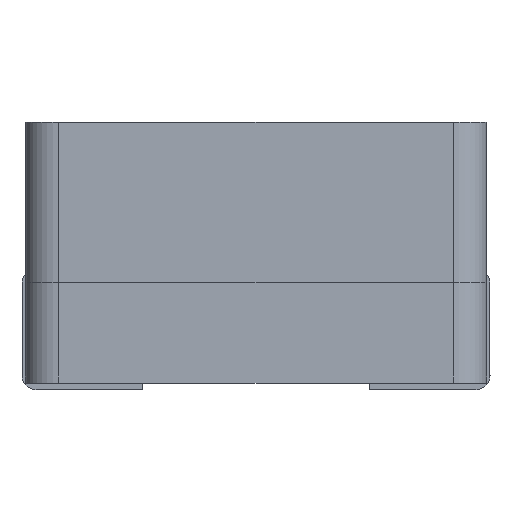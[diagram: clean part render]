
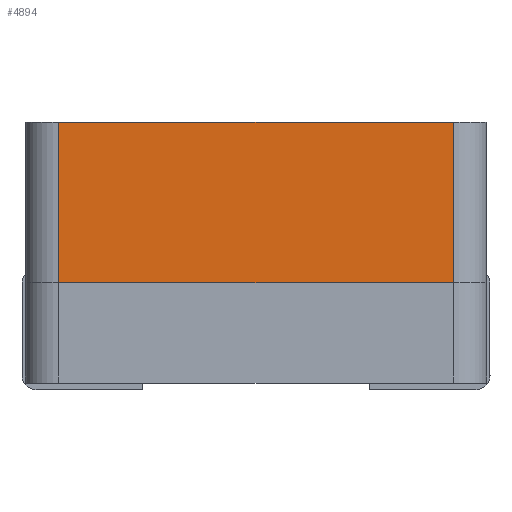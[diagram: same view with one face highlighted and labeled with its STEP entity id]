
A CAD part, front view. The second image highlights one B-rep face of the part: STEP entity #4894.
In plain terms, the highlighted face is planar.
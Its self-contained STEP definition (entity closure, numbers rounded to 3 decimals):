
#1187=ORIENTED_EDGE('',*,*,#2191,.T.);
#1188=ORIENTED_EDGE('',*,*,#2192,.F.);
#1189=ORIENTED_EDGE('',*,*,#2193,.F.);
#1190=ORIENTED_EDGE('',*,*,#2189,.T.);
#2189=EDGE_CURVE('',#2699,#2698,#3242,.T.);
#2191=EDGE_CURVE('',#2698,#2700,#3243,.T.);
#2192=EDGE_CURVE('',#2701,#2700,#3244,.T.);
#2193=EDGE_CURVE('',#2699,#2701,#3245,.T.);
#2698=VERTEX_POINT('',#9305);
#2699=VERTEX_POINT('',#9307);
#2700=VERTEX_POINT('',#9311);
#2701=VERTEX_POINT('',#9313);
#3242=LINE('',#9306,#3802);
#3243=LINE('',#9310,#3803);
#3244=LINE('',#9312,#3804);
#3245=LINE('',#9314,#3805);
#3802=VECTOR('',#6657,1000.);
#3803=VECTOR('',#6662,1000.);
#3804=VECTOR('',#6663,1000.);
#3805=VECTOR('',#6664,1000.);
#4084=EDGE_LOOP('',(#1187,#1188,#1189,#1190));
#4386=FACE_BOUND('',#4084,.T.);
#4640=PLANE('',#5560);
#4894=ADVANCED_FACE('',(#4386),#4640,.F.);
#5560=AXIS2_PLACEMENT_3D('',#9309,#6660,#6661);
#6657=DIRECTION('',(0.,0.,-1.));
#6660=DIRECTION('',(1.,0.,0.));
#6661=DIRECTION('',(0.,1.,0.));
#6662=DIRECTION('',(0.,-1.,0.));
#6663=DIRECTION('',(0.,0.,-1.));
#6664=DIRECTION('',(0.,-1.,0.));
#9305=CARTESIAN_POINT('',(-3.45,2.95,0.));
#9306=CARTESIAN_POINT('',(-3.45,2.95,2.4));
#9307=CARTESIAN_POINT('',(-3.45,2.95,2.4));
#9309=CARTESIAN_POINT('',(-3.45,2.95,2.4));
#9310=CARTESIAN_POINT('',(-3.45,2.95,0.));
#9311=CARTESIAN_POINT('',(-3.45,-2.95,0.));
#9312=CARTESIAN_POINT('',(-3.45,-2.95,2.4));
#9313=CARTESIAN_POINT('',(-3.45,-2.95,2.4));
#9314=CARTESIAN_POINT('',(-3.45,2.95,2.4));
